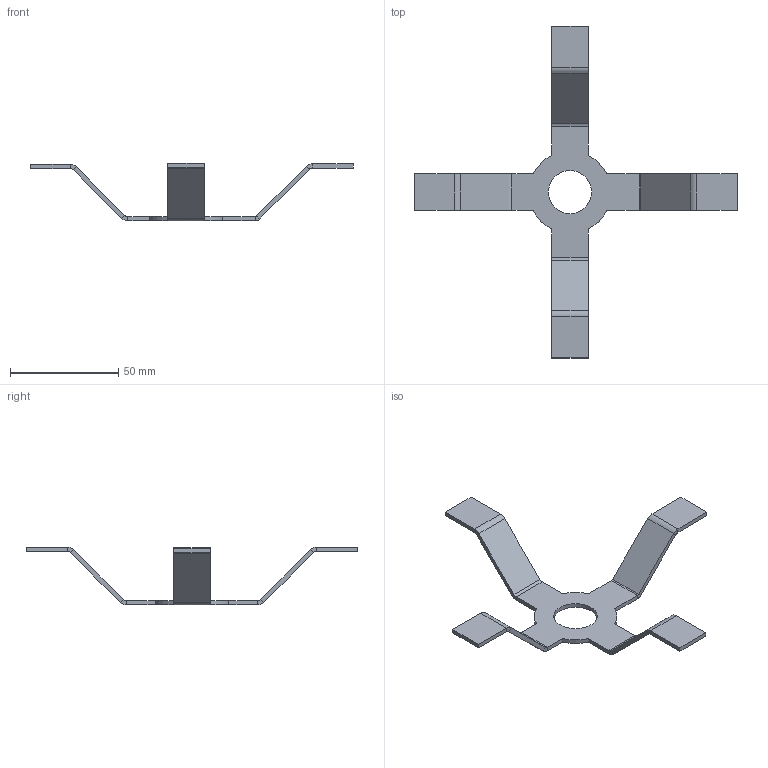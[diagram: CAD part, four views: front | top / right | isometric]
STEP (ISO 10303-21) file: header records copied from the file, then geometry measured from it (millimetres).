
FILE_DESCRIPTION((''),'2;1');
FILE_NAME('SHEETMETAL2','2017-11-01T21:19:02',('GKam'),(''),'CREO PARAMETRIC BY PTC INC, 2016510','CREO PARAMETRIC BY PTC INC, 2016510','');
FILE_SCHEMA(('AP242_MANAGED_MODEL_BASED_3D_ENGINEERING_MIM_LF { 1 0 10303 442 1 1 4 }'));
Length unit declared in the file: millimetre
Products named in the file (1): SHEETMETAL2
Bounding box: 149.21 x 153.5 x 26.75 mm (x, y, z)
Volume: 10768.6 mm3; surface area: 12225.5 mm2
Topology: 1 solids, 1 shells, 84 faces, 190 edges, 122 vertices
Faces by surface type: plane 62, cylinder 22
Entity records: 2706 total; most frequent: DIRECTION 431, CARTESIAN_POINT 402, ORIENTED_EDGE 364, EDGE_CURVE 182, VECTOR 147, LINE 147, AXIS2_PLACEMENT_3D 142, VERTEX_POINT 100
